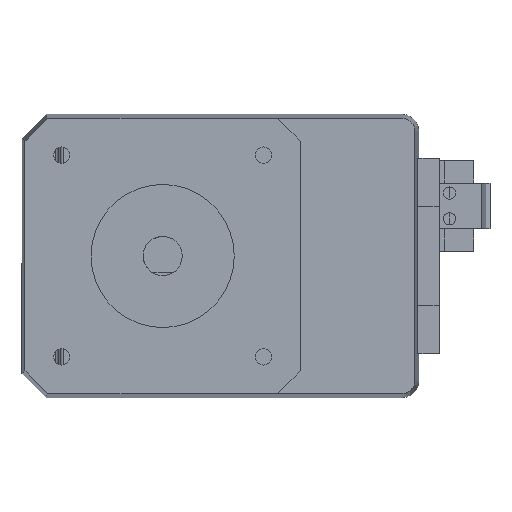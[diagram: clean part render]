
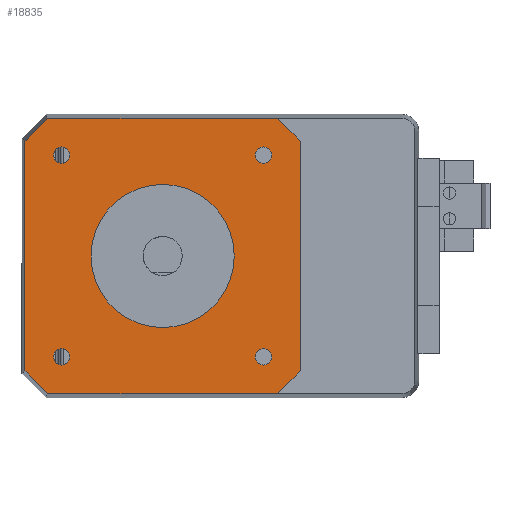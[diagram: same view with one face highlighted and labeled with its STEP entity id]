
A CAD part, front view. The second image highlights one B-rep face of the part: STEP entity #18835.
In plain terms, the highlighted planar face has unit normal (0, -1, 0).
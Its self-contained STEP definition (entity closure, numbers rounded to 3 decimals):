
#3591 = CARTESIAN_POINT ( 'NONE',  ( 11.548, 2.307, -21.15 ) ) ;
#3735 = VECTOR ( 'NONE', #3738, 1000. ) ;
#3736 = LINE ( 'NONE', #3782, #3735 ) ;
#3738 = DIRECTION ( 'NONE',  ( 0., 0., -1. ) ) ;
#3782 = CARTESIAN_POINT ( 'NONE',  ( 15.048, 2.307, -17.65 ) ) ;
#3785 = DIRECTION ( 'NONE',  ( -0.707, 0., -0.707 ) ) ;
#3786 = VECTOR ( 'NONE', #3785, 1000. ) ;
#3787 = LINE ( 'NONE', #3591, #3786 ) ;
#3794 = CARTESIAN_POINT ( 'NONE',  ( 15.048, 2.307, 17.65 ) ) ;
#4534 = DIRECTION ( 'NONE',  ( 0., 0., -1. ) ) ;
#4535 = AXIS2_PLACEMENT_3D ( 'NONE', #4545, #4548, #4534 ) ;
#4536 = CIRCLE ( 'NONE', #4535, 1.25 ) ;
#4540 = CARTESIAN_POINT ( 'NONE',  ( -27.252, 2.307, -17.65 ) ) ;
#4545 = CARTESIAN_POINT ( 'NONE',  ( 9.398, 2.307, 15.5 ) ) ;
#4548 = DIRECTION ( 'NONE',  ( 0., -1., 0. ) ) ;
#4563 = DIRECTION ( 'NONE',  ( -0.707, 0., 0.707 ) ) ;
#4564 = VECTOR ( 'NONE', #4563, 1000. ) ;
#4565 = LINE ( 'NONE', #4577, #4564 ) ;
#4577 = CARTESIAN_POINT ( 'NONE',  ( -27.252, 2.307, -17.65 ) ) ;
#4610 = DIRECTION ( 'NONE',  ( 0., 0., -1. ) ) ;
#4611 = DIRECTION ( 'NONE',  ( 0., -1., 0. ) ) ;
#4612 = CARTESIAN_POINT ( 'NONE',  ( -6.102, 2.307, 0. ) ) ;
#4622 = DIRECTION ( 'NONE',  ( 0., 0., -1. ) ) ;
#4623 = DIRECTION ( 'NONE',  ( 0., -1., 0. ) ) ;
#4624 = CARTESIAN_POINT ( 'NONE',  ( -6.102, 2.307, -38.8 ) ) ;
#4625 = AXIS2_PLACEMENT_3D ( 'NONE', #4624, #4623, #4622 ) ;
#4629 = CIRCLE ( 'NONE', #4632, 11. ) ;
#4630 = FACE_BOUND ( 'NONE', #18796, .T. ) ;
#4631 = FACE_OUTER_BOUND ( 'NONE', #18788, .T. ) ;
#4632 = AXIS2_PLACEMENT_3D ( 'NONE', #4612, #4611, #4610 ) ;
#4633 = FACE_BOUND ( 'NONE', #18961, .T. ) ;
#4649 = FACE_BOUND ( 'NONE', #18802, .T. ) ;
#4654 = PLANE ( 'NONE',  #4625 ) ;
#4655 = FACE_BOUND ( 'NONE', #18786, .T. ) ;
#4659 = DIRECTION ( 'NONE',  ( 0., 0., 1. ) ) ;
#4660 = DIRECTION ( 'NONE',  ( 0., -1., 0. ) ) ;
#4662 = AXIS2_PLACEMENT_3D ( 'NONE', #4665, #4660, #4659 ) ;
#4663 = DIRECTION ( 'NONE',  ( -1., 0., 0. ) ) ;
#4665 = CARTESIAN_POINT ( 'NONE',  ( 9.398, 2.307, -15.5 ) ) ;
#4666 = FACE_BOUND ( 'NONE', #18836, .T. ) ;
#4677 = CIRCLE ( 'NONE', #4662, 1.25 ) ;
#4680 = VECTOR ( 'NONE', #4663, 1000. ) ;
#4681 = CARTESIAN_POINT ( 'NONE',  ( -23.752, 2.307, -21.15 ) ) ;
#4690 = LINE ( 'NONE', #4681, #4680 ) ;
#4694 = CARTESIAN_POINT ( 'NONE',  ( 15.048, 2.307, -17.65 ) ) ;
#4708 = DIRECTION ( 'NONE',  ( 0., 0., -1. ) ) ;
#4709 = DIRECTION ( 'NONE',  ( 0., -1., 0. ) ) ;
#4712 = AXIS2_PLACEMENT_3D ( 'NONE', #4719, #4709, #4708 ) ;
#4714 = CIRCLE ( 'NONE', #4712, 1.25 ) ;
#4719 = CARTESIAN_POINT ( 'NONE',  ( -21.602, 2.307, -15.5 ) ) ;
#4731 = CARTESIAN_POINT ( 'NONE',  ( 11.548, 2.307, 21.15 ) ) ;
#4743 = DIRECTION ( 'NONE',  ( 0.707, 0., -0.707 ) ) ;
#4744 = VECTOR ( 'NONE', #4743, 1000. ) ;
#4745 = CARTESIAN_POINT ( 'NONE',  ( 11.548, 2.307, 21.15 ) ) ;
#4763 = LINE ( 'NONE', #4745, #4744 ) ;
#4781 = DIRECTION ( 'NONE',  ( 0., 0., 1. ) ) ;
#4782 = DIRECTION ( 'NONE',  ( 0., -1., 0. ) ) ;
#4783 = AXIS2_PLACEMENT_3D ( 'NONE', #4795, #4782, #4781 ) ;
#4788 = DIRECTION ( 'NONE',  ( 0., 0., 1. ) ) ;
#4789 = VECTOR ( 'NONE', #4788, 1000. ) ;
#4790 = LINE ( 'NONE', #4819, #4789 ) ;
#4791 = CIRCLE ( 'NONE', #4783, 1.25 ) ;
#4794 = CARTESIAN_POINT ( 'NONE',  ( -23.752, 2.307, -21.15 ) ) ;
#4795 = CARTESIAN_POINT ( 'NONE',  ( -21.602, 2.307, 15.5 ) ) ;
#4819 = CARTESIAN_POINT ( 'NONE',  ( -27.252, 2.307, -17.65 ) ) ;
#4833 = CARTESIAN_POINT ( 'NONE',  ( -27.252, 2.307, 17.65 ) ) ;
#4843 = LINE ( 'NONE', #4833, #5021 ) ;
#4848 = CARTESIAN_POINT ( 'NONE',  ( -27.252, 2.307, 17.65 ) ) ;
#4854 = CARTESIAN_POINT ( 'NONE',  ( -23.752, 2.307, 21.15 ) ) ;
#4949 = CARTESIAN_POINT ( 'NONE',  ( 11.548, 2.307, -21.15 ) ) ;
#5007 = DIRECTION ( 'NONE',  ( 1., 0., 0. ) ) ;
#5008 = VECTOR ( 'NONE', #5007, 1000. ) ;
#5009 = LINE ( 'NONE', #5019, #5008 ) ;
#5019 = CARTESIAN_POINT ( 'NONE',  ( -23.752, 2.307, 21.15 ) ) ;
#5020 = DIRECTION ( 'NONE',  ( 0.707, 0., 0.707 ) ) ;
#5021 = VECTOR ( 'NONE', #5020, 1000. ) ;
#12189 = CARTESIAN_POINT ( 'NONE',  ( -21.602, 2.307, 16.75 ) ) ;
#12191 = CARTESIAN_POINT ( 'NONE',  ( 9.398, 2.307, 14.25 ) ) ;
#12192 = VERTEX_POINT ( 'NONE', #12189 ) ;
#12194 = VERTEX_POINT ( 'NONE', #12191 ) ;
#12216 = VERTEX_POINT ( 'NONE', #12219 ) ;
#12218 = CARTESIAN_POINT ( 'NONE',  ( 9.398, 2.307, -14.25 ) ) ;
#12219 = CARTESIAN_POINT ( 'NONE',  ( -6.102, 2.307, -11. ) ) ;
#12221 = VERTEX_POINT ( 'NONE', #12218 ) ;
#12222 = CARTESIAN_POINT ( 'NONE',  ( -21.602, 2.307, -16.75 ) ) ;
#12225 = VERTEX_POINT ( 'NONE', #12222 ) ;
#18173 = VERTEX_POINT ( 'NONE', #3794 ) ;
#18174 = EDGE_CURVE ( 'NONE', #18377, #19026, #3787, .T. ) ;
#18180 = EDGE_CURVE ( 'NONE', #18173, #18377, #3736, .T. ) ;
#18377 = VERTEX_POINT ( 'NONE', #4694 ) ;
#18381 = VERTEX_POINT ( 'NONE', #4731 ) ;
#18418 = EDGE_CURVE ( 'NONE', #18381, #18173, #4763, .T. ) ;
#18781 = ORIENTED_EDGE ( 'NONE', *, *, #18818, .F. ) ;
#18782 = EDGE_CURVE ( 'NONE', #12225, #12225, #4714, .T. ) ;
#18785 = ORIENTED_EDGE ( 'NONE', *, *, #18916, .F. ) ;
#18786 = EDGE_LOOP ( 'NONE', ( #18787 ) ) ;
#18787 = ORIENTED_EDGE ( 'NONE', *, *, #18900, .F. ) ;
#18788 = EDGE_LOOP ( 'NONE', ( #18790, #18781, #18889, #18888, #18792, #18886, #18795, #18820 ) ) ;
#18790 = ORIENTED_EDGE ( 'NONE', *, *, #18878, .F. ) ;
#18792 = ORIENTED_EDGE ( 'NONE', *, *, #18418, .F. ) ;
#18793 = ORIENTED_EDGE ( 'NONE', *, *, #18841, .F. ) ;
#18795 = ORIENTED_EDGE ( 'NONE', *, *, #18974, .F. ) ;
#18796 = EDGE_LOOP ( 'NONE', ( #18793 ) ) ;
#18802 = EDGE_LOOP ( 'NONE', ( #18803 ) ) ;
#18803 = ORIENTED_EDGE ( 'NONE', *, *, #18821, .F. ) ;
#18818 = EDGE_CURVE ( 'NONE', #19026, #18912, #4690, .T. ) ;
#18820 = ORIENTED_EDGE ( 'NONE', *, *, #18913, .F. ) ;
#18821 = EDGE_CURVE ( 'NONE', #12221, #12221, #4677, .T. ) ;
#18835 = ADVANCED_FACE ( 'NONE', ( #4649, #4666, #4633, #4655, #4631, #4630 ), #4654, .T. ) ;
#18836 = EDGE_LOOP ( 'NONE', ( #18837 ) ) ;
#18837 = ORIENTED_EDGE ( 'NONE', *, *, #18782, .F. ) ;
#18841 = EDGE_CURVE ( 'NONE', #12216, #12216, #4629, .T. ) ;
#18878 = EDGE_CURVE ( 'NONE', #18912, #18902, #4565, .T. ) ;
#18886 = ORIENTED_EDGE ( 'NONE', *, *, #18977, .F. ) ;
#18888 = ORIENTED_EDGE ( 'NONE', *, *, #18180, .F. ) ;
#18889 = ORIENTED_EDGE ( 'NONE', *, *, #18174, .F. ) ;
#18900 = EDGE_CURVE ( 'NONE', #12194, #12194, #4536, .T. ) ;
#18902 = VERTEX_POINT ( 'NONE', #4540 ) ;
#18912 = VERTEX_POINT ( 'NONE', #4794 ) ;
#18913 = EDGE_CURVE ( 'NONE', #18902, #18969, #4790, .T. ) ;
#18916 = EDGE_CURVE ( 'NONE', #12192, #12192, #4791, .T. ) ;
#18961 = EDGE_LOOP ( 'NONE', ( #18785 ) ) ;
#18966 = VERTEX_POINT ( 'NONE', #4854 ) ;
#18969 = VERTEX_POINT ( 'NONE', #4848 ) ;
#18974 = EDGE_CURVE ( 'NONE', #18969, #18966, #4843, .T. ) ;
#18977 = EDGE_CURVE ( 'NONE', #18966, #18381, #5009, .T. ) ;
#19026 = VERTEX_POINT ( 'NONE', #4949 ) ;
